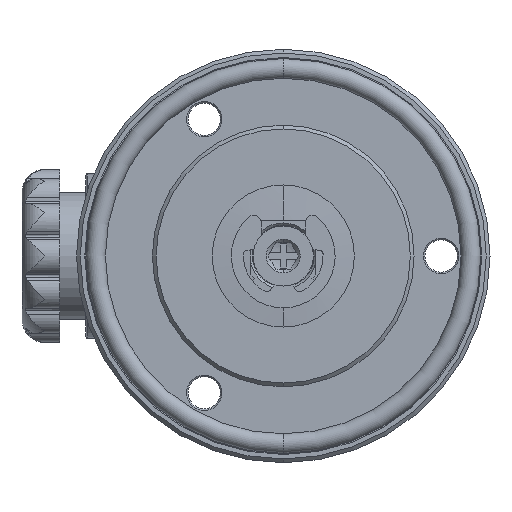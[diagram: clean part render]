
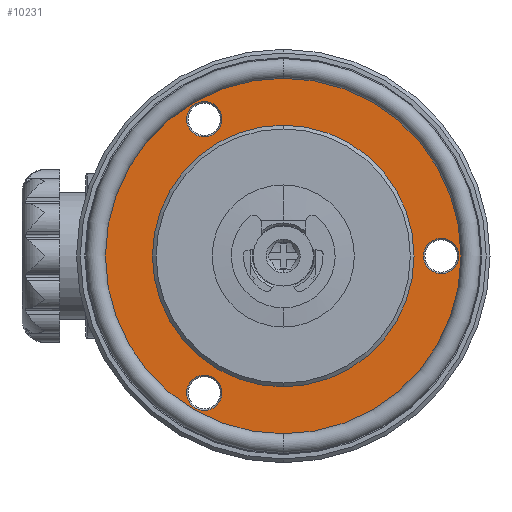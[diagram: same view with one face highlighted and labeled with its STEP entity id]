
A CAD part, front view. The second image highlights one B-rep face of the part: STEP entity #10231.
In plain terms, the highlighted planar face has unit normal (0, -1, 0).
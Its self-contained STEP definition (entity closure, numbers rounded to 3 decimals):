
#348 = CARTESIAN_POINT ( 'NONE',  ( 0., -10., 0. ) ) ;
#488 = VERTEX_POINT ( 'NONE', #21725 ) ;
#1117 = CARTESIAN_POINT ( 'NONE',  ( 0., -10., 0. ) ) ;
#1555 = ORIENTED_EDGE ( 'NONE', *, *, #4583, .T. ) ;
#1668 = EDGE_LOOP ( 'NONE', ( #5296, #10558 ) ) ;
#1805 = DIRECTION ( 'NONE',  ( 0., 1., 0. ) ) ;
#1939 = CARTESIAN_POINT ( 'NONE',  ( 0., -10., 0. ) ) ;
#2039 = AXIS2_PLACEMENT_3D ( 'NONE', #23820, #16097, #6277 ) ;
#2050 = FACE_OUTER_BOUND ( 'NONE', #19349, .T. ) ;
#2321 = VERTEX_POINT ( 'NONE', #6389 ) ;
#3139 = DIRECTION ( 'NONE',  ( 0., 1., 0. ) ) ;
#4373 = EDGE_CURVE ( 'NONE', #488, #8670, #18104, .T. ) ;
#4583 = EDGE_CURVE ( 'NONE', #10050, #12946, #6916, .T. ) ;
#5296 = ORIENTED_EDGE ( 'NONE', *, *, #17185, .T. ) ;
#5349 = EDGE_LOOP ( 'NONE', ( #24592, #19187 ) ) ;
#5664 = FACE_BOUND ( 'NONE', #5349, .T. ) ;
#6093 = CARTESIAN_POINT ( 'NONE',  ( -10.5, -10., 15.837 ) ) ;
#6220 = CIRCLE ( 'NONE', #23000, 2.35 ) ;
#6277 = DIRECTION ( 'NONE',  ( 0., 0., 1. ) ) ;
#6389 = CARTESIAN_POINT ( 'NONE',  ( 0., -10., -17.4 ) ) ;
#6422 = DIRECTION ( 'NONE',  ( 0., 0., 1. ) ) ;
#6893 = EDGE_CURVE ( 'NONE', #18599, #11755, #6220, .T. ) ;
#6916 = CIRCLE ( 'NONE', #18522, 2.35 ) ;
#7686 = EDGE_LOOP ( 'NONE', ( #1555, #19070 ) ) ;
#7727 = ORIENTED_EDGE ( 'NONE', *, *, #10045, .F. ) ;
#7887 = DIRECTION ( 'NONE',  ( 0., 0., 1. ) ) ;
#7941 = DIRECTION ( 'NONE',  ( 0., 1., 0. ) ) ;
#8281 = CARTESIAN_POINT ( 'NONE',  ( -10.5, -10., -18.187 ) ) ;
#8497 = CIRCLE ( 'NONE', #18528, 2.35 ) ;
#8583 = DIRECTION ( 'NONE',  ( 0., 1., 0. ) ) ;
#8670 = VERTEX_POINT ( 'NONE', #19774 ) ;
#8717 = DIRECTION ( 'NONE',  ( 0., 0., 1. ) ) ;
#8801 = CIRCLE ( 'NONE', #2039, 2.35 ) ;
#8985 = DIRECTION ( 'NONE',  ( 0., 0., 1. ) ) ;
#9221 = AXIS2_PLACEMENT_3D ( 'NONE', #348, #7941, #15646 ) ;
#9531 = FACE_BOUND ( 'NONE', #1668, .T. ) ;
#9626 = CIRCLE ( 'NONE', #9221, 23.65 ) ;
#9658 = FACE_BOUND ( 'NONE', #19558, .T. ) ;
#10045 = EDGE_CURVE ( 'NONE', #24579, #18498, #9626, .T. ) ;
#10050 = VERTEX_POINT ( 'NONE', #6093 ) ;
#10231 = ADVANCED_FACE ( 'NONE', ( #9658, #5664, #19202, #9531, #2050 ), #14957, .F. ) ;
#10558 = ORIENTED_EDGE ( 'NONE', *, *, #16539, .T. ) ;
#10614 = DIRECTION ( 'NONE',  ( 0., 1., 0. ) ) ;
#11070 = DIRECTION ( 'NONE',  ( 0., 1., 0. ) ) ;
#11258 = CIRCLE ( 'NONE', #21240, 2.35 ) ;
#11310 = AXIS2_PLACEMENT_3D ( 'NONE', #13757, #15876, #21225 ) ;
#11353 = EDGE_CURVE ( 'NONE', #8670, #488, #8497, .T. ) ;
#11755 = VERTEX_POINT ( 'NONE', #12177 ) ;
#12177 = CARTESIAN_POINT ( 'NONE',  ( 21., -10., 2.35 ) ) ;
#12227 = CIRCLE ( 'NONE', #13042, 23.65 ) ;
#12252 = CARTESIAN_POINT ( 'NONE',  ( -10.5, -10., 20.537 ) ) ;
#12526 = DIRECTION ( 'NONE',  ( 0., 0., 1. ) ) ;
#12946 = VERTEX_POINT ( 'NONE', #12252 ) ;
#13042 = AXIS2_PLACEMENT_3D ( 'NONE', #21020, #13683, #17664 ) ;
#13246 = CARTESIAN_POINT ( 'NONE',  ( -10.5, -10., 18.187 ) ) ;
#13307 = CARTESIAN_POINT ( 'NONE',  ( 0., -10., 17.4 ) ) ;
#13683 = DIRECTION ( 'NONE',  ( 0., 1., 0. ) ) ;
#13757 = CARTESIAN_POINT ( 'NONE',  ( -10.5, -10., -18.187 ) ) ;
#14072 = VERTEX_POINT ( 'NONE', #13307 ) ;
#14486 = AXIS2_PLACEMENT_3D ( 'NONE', #1117, #8583, #12526 ) ;
#14957 = PLANE ( 'NONE',  #22033 ) ;
#15073 = CARTESIAN_POINT ( 'NONE',  ( 23.65, -10., 0. ) ) ;
#15646 = DIRECTION ( 'NONE',  ( 0., 0., 1. ) ) ;
#15876 = DIRECTION ( 'NONE',  ( 0., 1., 0. ) ) ;
#16097 = DIRECTION ( 'NONE',  ( 0., 1., 0. ) ) ;
#16539 = EDGE_CURVE ( 'NONE', #2321, #14072, #18044, .T. ) ;
#16558 = EDGE_CURVE ( 'NONE', #12946, #10050, #11258, .T. ) ;
#17185 = EDGE_CURVE ( 'NONE', #14072, #2321, #18468, .T. ) ;
#17231 = ORIENTED_EDGE ( 'NONE', *, *, #18739, .F. ) ;
#17664 = DIRECTION ( 'NONE',  ( 0., 0., 1. ) ) ;
#17801 = DIRECTION ( 'NONE',  ( 0., 0., 1. ) ) ;
#18044 = CIRCLE ( 'NONE', #14486, 17.4 ) ;
#18104 = CIRCLE ( 'NONE', #11310, 2.35 ) ;
#18468 = CIRCLE ( 'NONE', #19263, 17.4 ) ;
#18498 = VERTEX_POINT ( 'NONE', #22435 ) ;
#18522 = AXIS2_PLACEMENT_3D ( 'NONE', #13246, #11070, #20824 ) ;
#18528 = AXIS2_PLACEMENT_3D ( 'NONE', #8281, #23593, #6422 ) ;
#18599 = VERTEX_POINT ( 'NONE', #22531 ) ;
#18739 = EDGE_CURVE ( 'NONE', #18498, #24579, #12227, .T. ) ;
#18862 = ORIENTED_EDGE ( 'NONE', *, *, #11353, .T. ) ;
#19070 = ORIENTED_EDGE ( 'NONE', *, *, #16558, .T. ) ;
#19187 = ORIENTED_EDGE ( 'NONE', *, *, #23334, .T. ) ;
#19202 = FACE_BOUND ( 'NONE', #7686, .T. ) ;
#19263 = AXIS2_PLACEMENT_3D ( 'NONE', #1939, #1805, #7887 ) ;
#19349 = EDGE_LOOP ( 'NONE', ( #7727, #17231 ) ) ;
#19558 = EDGE_LOOP ( 'NONE', ( #20784, #18862 ) ) ;
#19774 = CARTESIAN_POINT ( 'NONE',  ( -10.5, -10., -15.837 ) ) ;
#20140 = CARTESIAN_POINT ( 'NONE',  ( -10.5, -10., 18.187 ) ) ;
#20784 = ORIENTED_EDGE ( 'NONE', *, *, #4373, .T. ) ;
#20824 = DIRECTION ( 'NONE',  ( 0., 0., 1. ) ) ;
#20934 = CARTESIAN_POINT ( 'NONE',  ( 0., -10., 23.65 ) ) ;
#21020 = CARTESIAN_POINT ( 'NONE',  ( 0., -10., 0. ) ) ;
#21225 = DIRECTION ( 'NONE',  ( 0., 0., 1. ) ) ;
#21240 = AXIS2_PLACEMENT_3D ( 'NONE', #20140, #10614, #8717 ) ;
#21725 = CARTESIAN_POINT ( 'NONE',  ( -10.5, -10., -20.537 ) ) ;
#22033 = AXIS2_PLACEMENT_3D ( 'NONE', #15073, #22554, #17801 ) ;
#22391 = CARTESIAN_POINT ( 'NONE',  ( 21., -10., 0. ) ) ;
#22435 = CARTESIAN_POINT ( 'NONE',  ( 0., -10., -23.65 ) ) ;
#22531 = CARTESIAN_POINT ( 'NONE',  ( 21., -10., -2.35 ) ) ;
#22554 = DIRECTION ( 'NONE',  ( 0., 1., 0. ) ) ;
#23000 = AXIS2_PLACEMENT_3D ( 'NONE', #22391, #3139, #8985 ) ;
#23334 = EDGE_CURVE ( 'NONE', #11755, #18599, #8801, .T. ) ;
#23593 = DIRECTION ( 'NONE',  ( 0., 1., 0. ) ) ;
#23820 = CARTESIAN_POINT ( 'NONE',  ( 21., -10., 0. ) ) ;
#24579 = VERTEX_POINT ( 'NONE', #20934 ) ;
#24592 = ORIENTED_EDGE ( 'NONE', *, *, #6893, .T. ) ;
